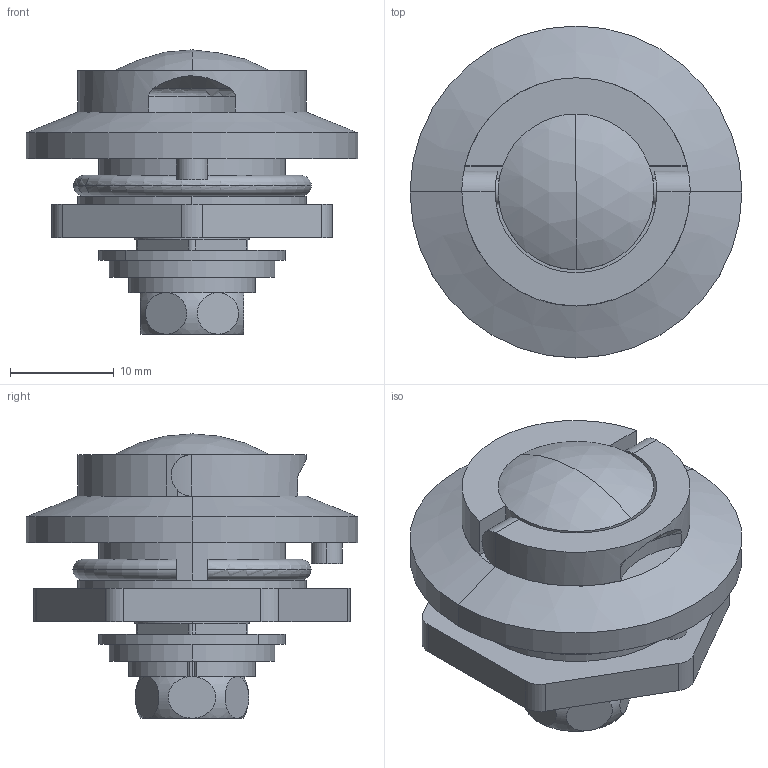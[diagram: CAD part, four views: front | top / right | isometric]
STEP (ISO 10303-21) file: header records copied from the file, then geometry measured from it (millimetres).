
FILE_DESCRIPTION (( 'STEP AP203' ), '1' );
FILE_NAME ('A-131-2_公.STEP', '2007-09-10T08:07:14', ( ' ' ), ( ' ' ), 'SwSTEP 2.0', 'SolidWorks 2006104', '' );
FILE_SCHEMA (( 'CONFIG_CONTROL_DESIGN' ));
Length unit declared in the file: millimetre
Products named in the file (10): 六角ナットM18(特)_M18×p1.5×t4_4_公; A-131-2_公; A-131-2受座_A-131-2受座_公; A-131-2本体_A-131-2本体_公; A-131-2儗僶乕_A-131-2儗僶乕_岞; 儕儞僌儚僢僔儍乕M18乮冇2乯_庢晅梡乮擂邪乯; 暯儚僢僔儍乕M6暲娵_M6-冇16亊冇6.3亊t1.6; スプリングワッシャーM6_JIS B 1251 No.2 6; 廫帤寠晅偒榋妏儃儖僩M6_M6亊12; 仩8僗儁乕僒乕_冇18亊仩8亊t1
Assembly tree (9 placements, depth 2):
  A-131-2_公
    廫帤寠晅偒榋妏儃儖僩M6_M6亊12
    A-131-2儗僶乕_A-131-2儗僶乕_岞
    スプリングワッシャーM6_JIS B 1251 No.2 6
    暯儚僢僔儍乕M6暲娵_M6-冇16亊冇6.3亊t1.6
    六角ナットM18(特)_M18×p1.5×t4_4_公
    A-131-2本体_A-131-2本体_公
    儕儞僌儚僢僔儍乕M18乮冇2乯_庢晅梡乮擂邪乯
    仩8僗儁乕僒乕_冇18亊仩8亊t1
    A-131-2受座_A-131-2受座_公
Bounding box: 32 x 32 x 27.4 mm (x, y, z)
Volume: 8915.4 mm3; surface area: 8165.3 mm2
Topology: 9 solids, 9 shells, 166 faces, 380 edges, 240 vertices
Faces by surface type: plane 80, cylinder 64, torus 11, cone 9, sphere 2
Entity records: 6346 total; most frequent: CARTESIAN_POINT 1475, DIRECTION 846, ORIENTED_EDGE 756, EDGE_CURVE 378, AXIS2_PLACEMENT_3D 329, VERTEX_POINT 240, VECTOR 188, LINE 188
